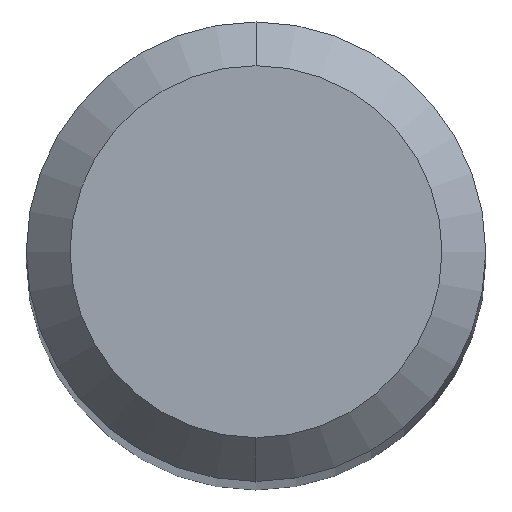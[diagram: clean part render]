
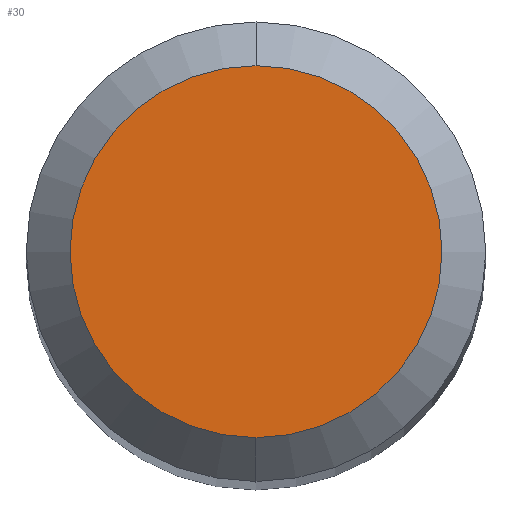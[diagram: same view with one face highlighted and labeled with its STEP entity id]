
A CAD part, top view. The second image highlights one B-rep face of the part: STEP entity #30.
In plain terms, the highlighted planar face has unit normal (0, 0, 1).
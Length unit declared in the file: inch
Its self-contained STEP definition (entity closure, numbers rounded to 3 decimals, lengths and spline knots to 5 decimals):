
#3 = DIRECTION ( 'NONE',  ( 0., -1., 0. ) ) ;
#19 = CARTESIAN_POINT ( 'NONE',  ( 0., 0.06375, 0. ) ) ;
#20 = CIRCLE ( 'NONE', #80, 0.06375 ) ;
#30 = ADVANCED_FACE ( 'NONE', ( #494 ), #291, .F. ) ;
#80 = AXIS2_PLACEMENT_3D ( 'NONE', #175, #173, #342 ) ;
#93 = DIRECTION ( 'NONE',  ( 0., 0., -1. ) ) ;
#119 = EDGE_LOOP ( 'NONE', ( #270, #445 ) ) ;
#129 = AXIS2_PLACEMENT_3D ( 'NONE', #279, #323, #3 ) ;
#149 = EDGE_CURVE ( 'NONE', #161, #198, #20, .T. ) ;
#161 = VERTEX_POINT ( 'NONE', #346 ) ;
#173 = DIRECTION ( 'NONE',  ( 0., 0., 1. ) ) ;
#175 = CARTESIAN_POINT ( 'NONE',  ( 0., 0., 0. ) ) ;
#198 = VERTEX_POINT ( 'NONE', #257 ) ;
#257 = CARTESIAN_POINT ( 'NONE',  ( 0., 0.06375, 0. ) ) ;
#270 = ORIENTED_EDGE ( 'NONE', *, *, #404, .T. ) ;
#279 = CARTESIAN_POINT ( 'NONE',  ( 0., 0., 0. ) ) ;
#291 = PLANE ( 'NONE',  #354 ) ;
#323 = DIRECTION ( 'NONE',  ( 0., 0., 1. ) ) ;
#342 = DIRECTION ( 'NONE',  ( 0., -1., 0. ) ) ;
#346 = CARTESIAN_POINT ( 'NONE',  ( 0., -0.06375, 0. ) ) ;
#354 = AXIS2_PLACEMENT_3D ( 'NONE', #19, #93, #385 ) ;
#385 = DIRECTION ( 'NONE',  ( 0., 1., 0. ) ) ;
#404 = EDGE_CURVE ( 'NONE', #198, #161, #483, .T. ) ;
#445 = ORIENTED_EDGE ( 'NONE', *, *, #149, .T. ) ;
#483 = CIRCLE ( 'NONE', #129, 0.06375 ) ;
#494 = FACE_OUTER_BOUND ( 'NONE', #119, .T. ) ;
